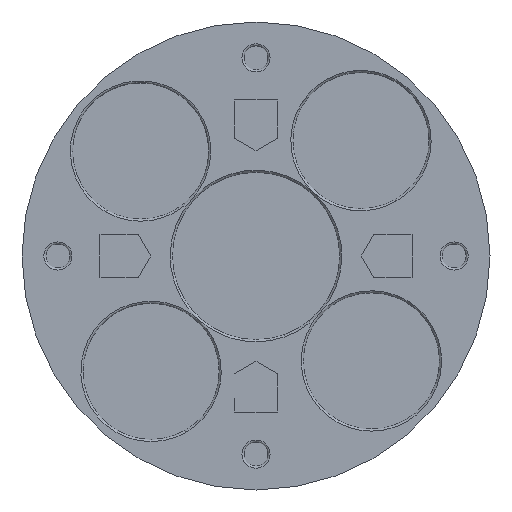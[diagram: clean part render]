
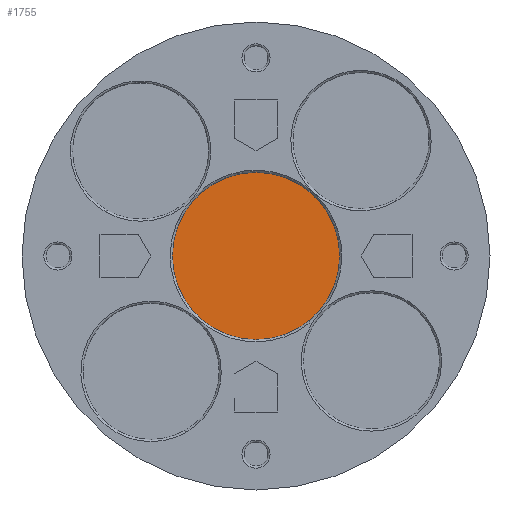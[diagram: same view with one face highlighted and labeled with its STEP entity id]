
A CAD part, front view. The second image highlights one B-rep face of the part: STEP entity #1755.
In plain terms, the highlighted planar face has unit normal (0, -1, 0).
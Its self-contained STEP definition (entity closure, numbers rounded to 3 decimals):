
#480=PLANE('',#1923);
#570=FACE_OUTER_BOUND('',#675,.T.);
#675=EDGE_LOOP('',(#1648));
#726=CIRCLE('',#1835,8.05);
#809=VERTEX_POINT('',#2593);
#992=EDGE_CURVE('',#809,#809,#726,.T.);
#1648=ORIENTED_EDGE('',*,*,#992,.F.);
#1755=ADVANCED_FACE('',(#570),#480,.F.);
#1835=AXIS2_PLACEMENT_3D('',#2595,#2091,#2092);
#1923=AXIS2_PLACEMENT_3D('',#2927,#2414,#2415);
#2091=DIRECTION('center_axis',(0.,1.,0.));
#2092=DIRECTION('ref_axis',(1.,0.,0.));
#2414=DIRECTION('center_axis',(0.,1.,0.));
#2415=DIRECTION('ref_axis',(1.,0.,0.));
#2593=CARTESIAN_POINT('',(-8.05,2.6,0.));
#2595=CARTESIAN_POINT('Origin',(0.,2.6,0.));
#2927=CARTESIAN_POINT('Origin',(0.,2.6,0.));
